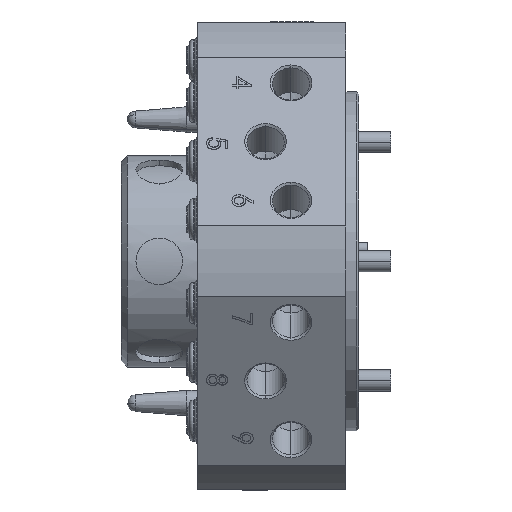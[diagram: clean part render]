
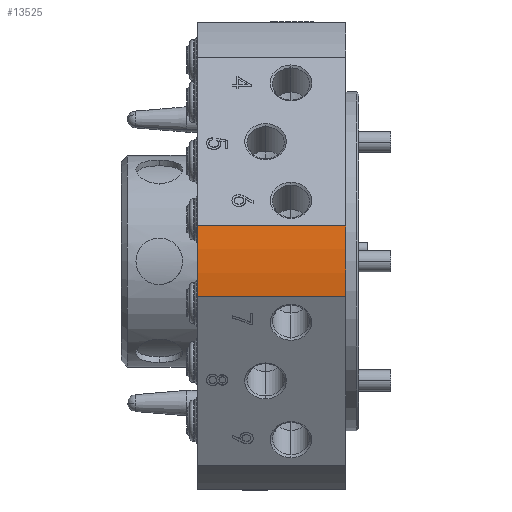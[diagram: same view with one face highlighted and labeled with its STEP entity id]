
A CAD part, left-side view. The second image highlights one B-rep face of the part: STEP entity #13525.
In plain terms, the highlighted cylindrical face has radius 61 mm (diameter 122 mm), a partial arc.
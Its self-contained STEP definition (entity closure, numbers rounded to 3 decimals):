
#1479 = DIRECTION ( 'NONE',  ( 0., 1., 0. ) ) ;
#1534 = LINE ( 'NONE', #45294, #29881 ) ;
#1686 = DIRECTION ( 'NONE',  ( 0., 0., -1. ) ) ;
#2695 = DIRECTION ( 'NONE',  ( 0., 0., -1. ) ) ;
#7732 = EDGE_CURVE ( 'NONE', #12909, #8677, #37032, .T. ) ;
#7778 = AXIS2_PLACEMENT_3D ( 'NONE', #26845, #1479, #45420 ) ;
#8025 = ORIENTED_EDGE ( 'NONE', *, *, #34076, .F. ) ;
#8492 = DIRECTION ( 'NONE',  ( 0., 1., 0. ) ) ;
#8677 = VERTEX_POINT ( 'NONE', #24409 ) ;
#10477 = DIRECTION ( 'NONE',  ( 0., -1., 0. ) ) ;
#11166 = ORIENTED_EDGE ( 'NONE', *, *, #45263, .F. ) ;
#11446 = AXIS2_PLACEMENT_3D ( 'NONE', #19967, #38383, #1686 ) ;
#11782 = LINE ( 'NONE', #22694, #46423 ) ;
#12909 = VERTEX_POINT ( 'NONE', #30229 ) ;
#13525 = ADVANCED_FACE ( 'NONE', ( #18503 ), #30050, .T. ) ;
#14859 = VERTEX_POINT ( 'NONE', #40196 ) ;
#15207 = ORIENTED_EDGE ( 'NONE', *, *, #33004, .F. ) ;
#18503 = FACE_OUTER_BOUND ( 'NONE', #33646, .T. ) ;
#19659 = CARTESIAN_POINT ( 'NONE',  ( -60.428, 38., 8.336 ) ) ;
#19967 = CARTESIAN_POINT ( 'NONE',  ( 0., 38., 0. ) ) ;
#22694 = CARTESIAN_POINT ( 'NONE',  ( -60.428, 38., 8.336 ) ) ;
#22768 = AXIS2_PLACEMENT_3D ( 'NONE', #25478, #10477, #2695 ) ;
#24409 = CARTESIAN_POINT ( 'NONE',  ( -60.428, 3., -8.336 ) ) ;
#25478 = CARTESIAN_POINT ( 'NONE',  ( 0., 3., 0. ) ) ;
#26845 = CARTESIAN_POINT ( 'NONE',  ( 0., 38., 0. ) ) ;
#29881 = VECTOR ( 'NONE', #8492, 1000. ) ;
#30050 = CYLINDRICAL_SURFACE ( 'NONE', #11446, 61. ) ;
#30229 = CARTESIAN_POINT ( 'NONE',  ( -60.428, 3., 8.336 ) ) ;
#33004 = EDGE_CURVE ( 'NONE', #14859, #37495, #42448, .T. ) ;
#33646 = EDGE_LOOP ( 'NONE', ( #8025, #15207, #11166, #37414 ) ) ;
#34076 = EDGE_CURVE ( 'NONE', #37495, #12909, #11782, .T. ) ;
#37032 = CIRCLE ( 'NONE', #22768, 61. ) ;
#37414 = ORIENTED_EDGE ( 'NONE', *, *, #7732, .F. ) ;
#37495 = VERTEX_POINT ( 'NONE', #19659 ) ;
#38383 = DIRECTION ( 'NONE',  ( 0., -1., 0. ) ) ;
#40196 = CARTESIAN_POINT ( 'NONE',  ( -60.428, 38., -8.336 ) ) ;
#40776 = DIRECTION ( 'NONE',  ( 0., -1., 0. ) ) ;
#42448 = CIRCLE ( 'NONE', #7778, 61. ) ;
#45263 = EDGE_CURVE ( 'NONE', #8677, #14859, #1534, .T. ) ;
#45294 = CARTESIAN_POINT ( 'NONE',  ( -60.428, 38., -8.336 ) ) ;
#45420 = DIRECTION ( 'NONE',  ( 0., 0., 1. ) ) ;
#46423 = VECTOR ( 'NONE', #40776, 1000. ) ;
